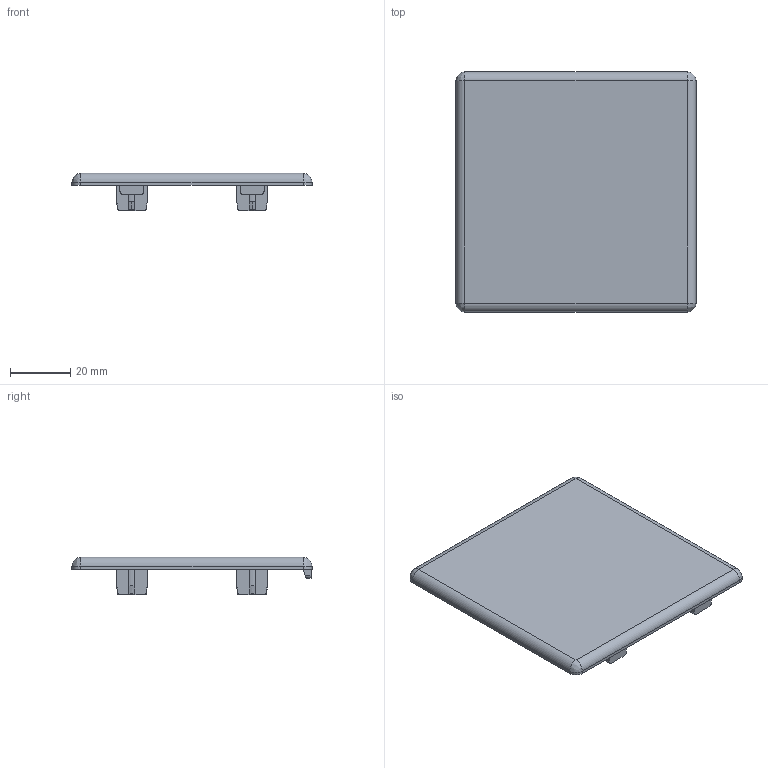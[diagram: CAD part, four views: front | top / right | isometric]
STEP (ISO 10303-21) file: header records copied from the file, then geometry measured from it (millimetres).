
FILE_DESCRIPTION (( 'STEP AP203' ), '1' );
FILE_NAME ('411529039.STEP', '2022-08-27T16:56:51', ( '' ), ( '' ), 'SwSTEP 2.0', 'SolidWorks 2014', '' );
FILE_SCHEMA (( 'CONFIG_CONTROL_DESIGN' ));
Length unit declared in the file: millimetre
Products named in the file (1): 411529039
Bounding box: 80 x 80 x 12.5 mm (x, y, z)
Volume: 20987.4 mm3; surface area: 15539.7 mm2
Topology: 1 solids, 1 shells, 137 faces, 374 edges, 240 vertices
Faces by surface type: plane 57, cylinder 32, bspline 28, cone 20
Entity records: 4833 total; most frequent: CARTESIAN_POINT 1524, ORIENTED_EDGE 740, DIRECTION 594, EDGE_CURVE 370, VERTEX_POINT 240, AXIS2_PLACEMENT_3D 206, LINE 182, VECTOR 182
